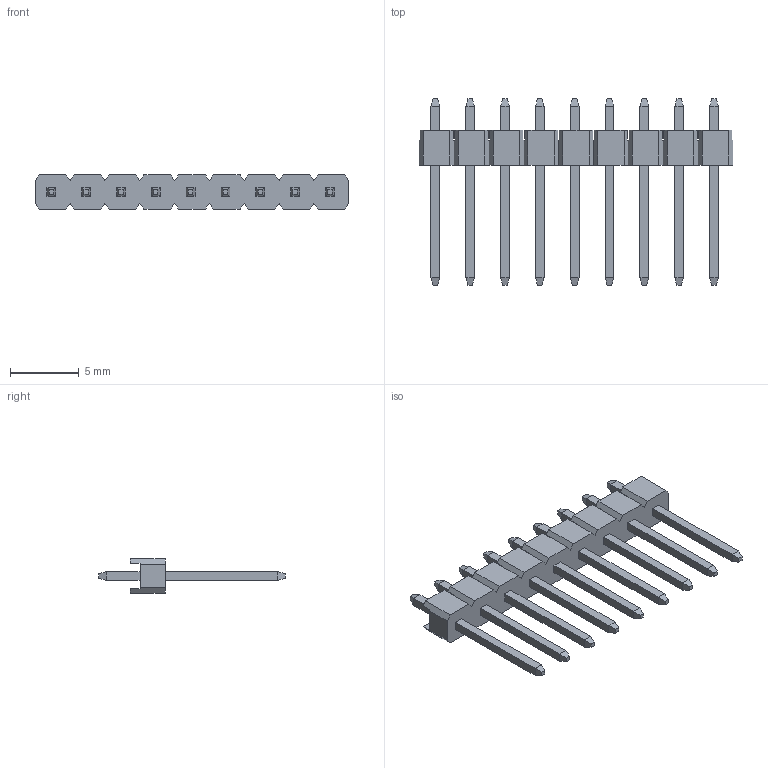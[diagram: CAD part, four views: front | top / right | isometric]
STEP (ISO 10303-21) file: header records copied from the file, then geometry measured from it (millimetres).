
FILE_DESCRIPTION(('STEP AP203'),'1');
FILE_NAME('pin_header_aw140-eg-g09c1.stp','2016-03-17T11:05:24',('TraceParts'),('TraceParts S.A.'),'Spatial InterOp 3D',' ',' ');
FILE_SCHEMA(('CONFIG_CONTROL_DESIGN'));
Length unit declared in the file: millimetre
Products named in the file (1): 1
Bounding box: 22.86 x 13.6 x 2.5 mm (x, y, z)
Volume: 151.7 mm3; surface area: 538.4 mm2
Topology: 1 solids, 1 shells, 256 faces, 636 edges, 400 vertices
Faces by surface type: plane 256
Entity records: 7388 total; most frequent: CARTESIAN_POINT 1293, ORIENTED_EDGE 1272, DIRECTION 1150, EDGE_CURVE 636, LINE 636, VECTOR 636, VERTEX_POINT 400, EDGE_LOOP 274
